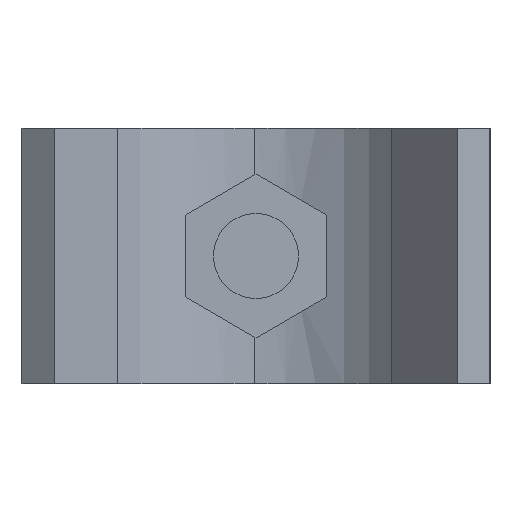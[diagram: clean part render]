
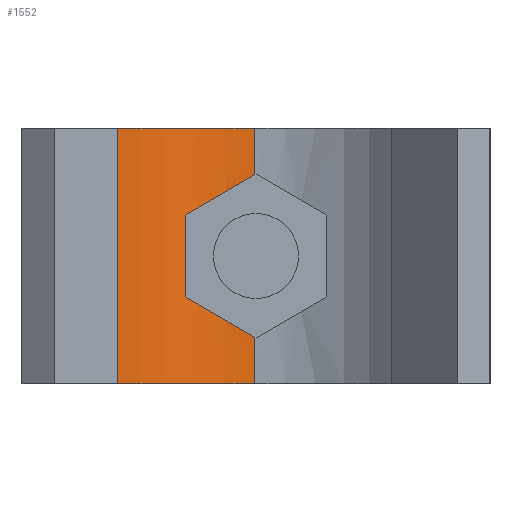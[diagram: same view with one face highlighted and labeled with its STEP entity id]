
A CAD part, left-side view. The second image highlights one B-rep face of the part: STEP entity #1552.
In plain terms, the highlighted cylindrical face has radius 12.642 mm (diameter 25.285 mm), a partial arc.
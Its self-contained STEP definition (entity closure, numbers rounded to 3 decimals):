
#42 = CARTESIAN_POINT ( 'NONE',  ( 158.728, 29.012, 9. ) ) ;
#43 = CARTESIAN_POINT ( 'NONE',  ( 171.033, 31.913, 3. ) ) ;
#54 = EDGE_LOOP ( 'NONE', ( #2412, #2153, #1400, #3398, #2741, #1983, #1322, #2480 ) ) ;
#78 = VERTEX_POINT ( 'NONE', #43 ) ;
#79 = FACE_OUTER_BOUND ( 'NONE', #54, .T. ) ;
#97 = AXIS2_PLACEMENT_3D ( 'NONE', #3284, #862, #1822 ) ;
#125 = DIRECTION ( 'NONE',  ( 0., 0., -1. ) ) ;
#147 = VERTEX_POINT ( 'NONE', #331 ) ;
#214 = CARTESIAN_POINT ( 'NONE',  ( 171.033, 31.913, -3. ) ) ;
#224 = EDGE_CURVE ( 'NONE', #3010, #1449, #3069, .T. ) ;
#296 = AXIS2_PLACEMENT_3D ( 'NONE', #2428, #1617, #1125 ) ;
#308 = CARTESIAN_POINT ( 'NONE',  ( 171.371, 29.012, -9. ) ) ;
#331 = CARTESIAN_POINT ( 'NONE',  ( 171.371, 29.012, 3. ) ) ;
#476 = VECTOR ( 'NONE', #125, 1000. ) ;
#484 = CARTESIAN_POINT ( 'NONE',  ( 171.033, 31.913, 9. ) ) ;
#492 = LINE ( 'NONE', #1583, #3030 ) ;
#657 = CARTESIAN_POINT ( 'NONE',  ( 171.371, 29.012, 9. ) ) ;
#815 = DIRECTION ( 'NONE',  ( 0., 0., -1. ) ) ;
#862 = DIRECTION ( 'NONE',  ( 0., 0., -1. ) ) ;
#872 = EDGE_CURVE ( 'NONE', #3167, #2795, #492, .T. ) ;
#874 = DIRECTION ( 'NONE',  ( 1., 0., 0. ) ) ;
#1049 = EDGE_CURVE ( 'NONE', #1449, #2795, #2703, .T. ) ;
#1061 = VERTEX_POINT ( 'NONE', #657 ) ;
#1125 = DIRECTION ( 'NONE',  ( 0., -1., 0. ) ) ;
#1126 = CIRCLE ( 'NONE', #97, 12.642 ) ;
#1299 = CARTESIAN_POINT ( 'NONE',  ( 166.909, 38.65, -9. ) ) ;
#1310 = DIRECTION ( 'NONE',  ( 0., -1., 0. ) ) ;
#1321 = LINE ( 'NONE', #484, #2359 ) ;
#1322 = ORIENTED_EDGE ( 'NONE', *, *, #1364, .T. ) ;
#1364 = EDGE_CURVE ( 'NONE', #2938, #78, #1321, .T. ) ;
#1400 = ORIENTED_EDGE ( 'NONE', *, *, #224, .T. ) ;
#1449 = VERTEX_POINT ( 'NONE', #1299 ) ;
#1552 = ADVANCED_FACE ( 'NONE', ( #79 ), #1715, .F. ) ;
#1583 = CARTESIAN_POINT ( 'NONE',  ( 171.371, 29.012, 9. ) ) ;
#1617 = DIRECTION ( 'NONE',  ( 0., 0., 1. ) ) ;
#1715 = CYLINDRICAL_SURFACE ( 'NONE', #1926, 12.642 ) ;
#1822 = DIRECTION ( 'NONE',  ( 1., 0., 0. ) ) ;
#1926 = AXIS2_PLACEMENT_3D ( 'NONE', #42, #3002, #874 ) ;
#1983 = ORIENTED_EDGE ( 'NONE', *, *, #2909, .T. ) ;
#2084 = CARTESIAN_POINT ( 'NONE',  ( 171.371, 29.012, -3. ) ) ;
#2097 = AXIS2_PLACEMENT_3D ( 'NONE', #2874, #3161, #1310 ) ;
#2153 = ORIENTED_EDGE ( 'NONE', *, *, #2645, .F. ) ;
#2186 = LINE ( 'NONE', #3429, #2926 ) ;
#2287 = DIRECTION ( 'NONE',  ( 0., 0., -1. ) ) ;
#2290 = CIRCLE ( 'NONE', #2097, 12.642 ) ;
#2359 = VECTOR ( 'NONE', #2401, 1000. ) ;
#2366 = AXIS2_PLACEMENT_3D ( 'NONE', #3322, #2287, #3338 ) ;
#2401 = DIRECTION ( 'NONE',  ( 0., 0., 1. ) ) ;
#2412 = ORIENTED_EDGE ( 'NONE', *, *, #2686, .F. ) ;
#2428 = CARTESIAN_POINT ( 'NONE',  ( 158.728, 29.012, 3. ) ) ;
#2480 = ORIENTED_EDGE ( 'NONE', *, *, #3057, .F. ) ;
#2645 = EDGE_CURVE ( 'NONE', #3010, #1061, #1126, .T. ) ;
#2686 = EDGE_CURVE ( 'NONE', #1061, #147, #2186, .T. ) ;
#2703 = CIRCLE ( 'NONE', #2366, 12.642 ) ;
#2741 = ORIENTED_EDGE ( 'NONE', *, *, #872, .F. ) ;
#2795 = VERTEX_POINT ( 'NONE', #308 ) ;
#2871 = DIRECTION ( 'NONE',  ( 0., 0., -1. ) ) ;
#2874 = CARTESIAN_POINT ( 'NONE',  ( 158.728, 29.012, -3. ) ) ;
#2909 = EDGE_CURVE ( 'NONE', #3167, #2938, #2290, .T. ) ;
#2926 = VECTOR ( 'NONE', #815, 1000. ) ;
#2938 = VERTEX_POINT ( 'NONE', #214 ) ;
#3002 = DIRECTION ( 'NONE',  ( 0., 0., -1. ) ) ;
#3010 = VERTEX_POINT ( 'NONE', #3377 ) ;
#3030 = VECTOR ( 'NONE', #2871, 1000. ) ;
#3057 = EDGE_CURVE ( 'NONE', #147, #78, #3344, .T. ) ;
#3069 = LINE ( 'NONE', #3104, #476 ) ;
#3104 = CARTESIAN_POINT ( 'NONE',  ( 166.909, 38.65, 9. ) ) ;
#3161 = DIRECTION ( 'NONE',  ( 0., 0., 1. ) ) ;
#3167 = VERTEX_POINT ( 'NONE', #2084 ) ;
#3284 = CARTESIAN_POINT ( 'NONE',  ( 158.728, 29.012, 9. ) ) ;
#3322 = CARTESIAN_POINT ( 'NONE',  ( 158.728, 29.012, -9. ) ) ;
#3338 = DIRECTION ( 'NONE',  ( 1., 0., 0. ) ) ;
#3344 = CIRCLE ( 'NONE', #296, 12.642 ) ;
#3377 = CARTESIAN_POINT ( 'NONE',  ( 166.909, 38.65, 9. ) ) ;
#3398 = ORIENTED_EDGE ( 'NONE', *, *, #1049, .T. ) ;
#3429 = CARTESIAN_POINT ( 'NONE',  ( 171.371, 29.012, 9. ) ) ;
